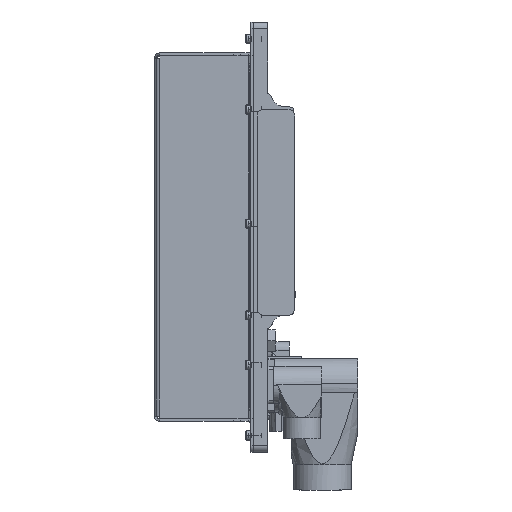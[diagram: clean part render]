
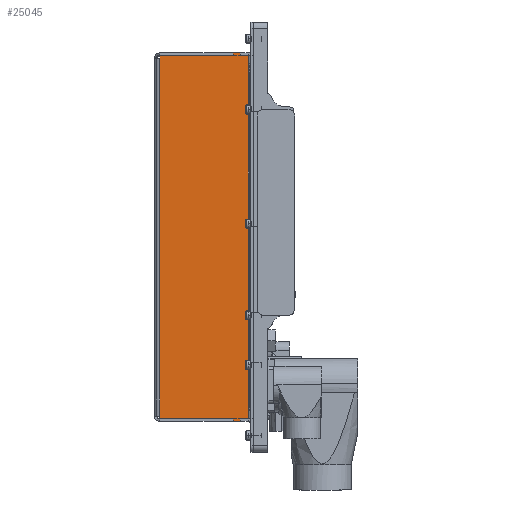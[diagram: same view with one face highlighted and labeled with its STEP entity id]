
A CAD part, left-side view. The second image highlights one B-rep face of the part: STEP entity #25045.
In plain terms, the highlighted face is planar.
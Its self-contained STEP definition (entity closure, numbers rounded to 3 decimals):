
#16 = VECTOR ( 'NONE', #3796, 1000. ) ;
#571 = DIRECTION ( 'NONE',  ( 0., 0., -1. ) ) ;
#595 = CARTESIAN_POINT ( 'NONE',  ( -134.95, 66.716, -70.004 ) ) ;
#1343 = EDGE_CURVE ( 'NONE', #20973, #17415, #6058, .T. ) ;
#1747 = VECTOR ( 'NONE', #32628, 1000. ) ;
#2094 = AXIS2_PLACEMENT_3D ( 'NONE', #32510, #27035, #9756 ) ;
#2404 = CARTESIAN_POINT ( 'NONE',  ( -137., 66.716, -59.004 ) ) ;
#2591 = CARTESIAN_POINT ( 'NONE',  ( -134.95, 66.716, -64.004 ) ) ;
#2676 = CARTESIAN_POINT ( 'NONE',  ( -134.95, 66.716, -64.004 ) ) ;
#3650 = LINE ( 'NONE', #23555, #7414 ) ;
#3759 = CARTESIAN_POINT ( 'NONE',  ( -133., 66.716, -4.004 ) ) ;
#3796 = DIRECTION ( 'NONE',  ( 0., 0., 1. ) ) ;
#4119 = VERTEX_POINT ( 'NONE', #25654 ) ;
#4448 = EDGE_CURVE ( 'NONE', #11446, #12545, #30002, .T. ) ;
#4484 = ORIENTED_EDGE ( 'NONE', *, *, #18485, .T. ) ;
#4695 = ORIENTED_EDGE ( 'NONE', *, *, #1343, .T. ) ;
#5085 = LINE ( 'NONE', #2591, #1747 ) ;
#5124 = VECTOR ( 'NONE', #16598, 1000. ) ;
#5418 = DIRECTION ( 'NONE',  ( 0., 0., 1. ) ) ;
#5492 = VECTOR ( 'NONE', #5958, 1000. ) ;
#5592 = CARTESIAN_POINT ( 'NONE',  ( -133., 66.716, -4. ) ) ;
#5691 = ORIENTED_EDGE ( 'NONE', *, *, #22836, .T. ) ;
#5705 = CARTESIAN_POINT ( 'NONE',  ( 137., 66.716, -59.004 ) ) ;
#5958 = DIRECTION ( 'NONE',  ( -1., 0., 0. ) ) ;
#6058 = LINE ( 'NONE', #18322, #22419 ) ;
#6516 = EDGE_CURVE ( 'NONE', #20940, #12498, #23603, .T. ) ;
#6612 = LINE ( 'NONE', #31836, #22929 ) ;
#6887 = LINE ( 'NONE', #24623, #13382 ) ;
#7065 = EDGE_LOOP ( 'NONE', ( #16423, #17719, #31238, #7167, #21915, #19416, #4695, #7149, #26054, #9829, #5691, #30502, #4484, #9336, #26392, #11983 ) ) ;
#7149 = ORIENTED_EDGE ( 'NONE', *, *, #12290, .T. ) ;
#7167 = ORIENTED_EDGE ( 'NONE', *, *, #8815, .T. ) ;
#7414 = VECTOR ( 'NONE', #10787, 1000. ) ;
#7871 = DIRECTION ( 'NONE',  ( -1., 0., 0. ) ) ;
#8372 = DIRECTION ( 'NONE',  ( 0., 0., 1. ) ) ;
#8582 = VERTEX_POINT ( 'NONE', #27334 ) ;
#8659 = CARTESIAN_POINT ( 'NONE',  ( -134.95, 66.716, -59.004 ) ) ;
#8698 = LINE ( 'NONE', #25982, #23713 ) ;
#8815 = EDGE_CURVE ( 'NONE', #12545, #20940, #11704, .T. ) ;
#8926 = CARTESIAN_POINT ( 'NONE',  ( -134.95, 66.716, -4.004 ) ) ;
#9047 = VECTOR ( 'NONE', #5418, 1000. ) ;
#9336 = ORIENTED_EDGE ( 'NONE', *, *, #9828, .T. ) ;
#9756 = DIRECTION ( 'NONE',  ( 1., 0., 0. ) ) ;
#9828 = EDGE_CURVE ( 'NONE', #18891, #30547, #6887, .T. ) ;
#9829 = ORIENTED_EDGE ( 'NONE', *, *, #32216, .T. ) ;
#10741 = VERTEX_POINT ( 'NONE', #31210 ) ;
#10787 = DIRECTION ( 'NONE',  ( -1., 0., 0. ) ) ;
#10884 = LINE ( 'NONE', #12871, #9047 ) ;
#10961 = EDGE_CURVE ( 'NONE', #14908, #10741, #11081, .T. ) ;
#11081 = LINE ( 'NONE', #18529, #5492 ) ;
#11446 = VERTEX_POINT ( 'NONE', #5592 ) ;
#11704 = LINE ( 'NONE', #29109, #32530 ) ;
#11886 = VECTOR ( 'NONE', #16669, 1000. ) ;
#11983 = ORIENTED_EDGE ( 'NONE', *, *, #10961, .T. ) ;
#12011 = CARTESIAN_POINT ( 'NONE',  ( -134.95, 66.716, -70.004 ) ) ;
#12269 = CARTESIAN_POINT ( 'NONE',  ( -133., 66.716, 1051.426 ) ) ;
#12290 = EDGE_CURVE ( 'NONE', #17415, #23612, #5085, .T. ) ;
#12498 = VERTEX_POINT ( 'NONE', #23649 ) ;
#12545 = VERTEX_POINT ( 'NONE', #3759 ) ;
#12871 = CARTESIAN_POINT ( 'NONE',  ( 137., 66.716, -59.004 ) ) ;
#12922 = LINE ( 'NONE', #21030, #16 ) ;
#12925 = CARTESIAN_POINT ( 'NONE',  ( 134.95, 66.716, -70.004 ) ) ;
#13382 = VECTOR ( 'NONE', #19317, 1000. ) ;
#14315 = EDGE_CURVE ( 'NONE', #30547, #14908, #26812, .T. ) ;
#14908 = VERTEX_POINT ( 'NONE', #28836 ) ;
#16065 = CARTESIAN_POINT ( 'NONE',  ( 134.95, 66.716, -59.004 ) ) ;
#16423 = ORIENTED_EDGE ( 'NONE', *, *, #25199, .T. ) ;
#16598 = DIRECTION ( 'NONE',  ( 1., 0., 0. ) ) ;
#16605 = LINE ( 'NONE', #18760, #17274 ) ;
#16669 = DIRECTION ( 'NONE',  ( 0., 0., 1. ) ) ;
#16713 = DIRECTION ( 'NONE',  ( 1., 0., 0. ) ) ;
#16888 = FACE_OUTER_BOUND ( 'NONE', #7065, .T. ) ;
#17274 = VECTOR ( 'NONE', #7871, 1000. ) ;
#17415 = VERTEX_POINT ( 'NONE', #22090 ) ;
#17719 = ORIENTED_EDGE ( 'NONE', *, *, #22235, .T. ) ;
#17906 = CARTESIAN_POINT ( 'NONE',  ( 137., 66.716, -64.004 ) ) ;
#18322 = CARTESIAN_POINT ( 'NONE',  ( -137., 66.716, -59.004 ) ) ;
#18485 = EDGE_CURVE ( 'NONE', #19352, #18891, #10884, .T. ) ;
#18501 = CARTESIAN_POINT ( 'NONE',  ( 134.95, 66.716, -59.004 ) ) ;
#18529 = CARTESIAN_POINT ( 'NONE',  ( 134.95, 66.716, -4.004 ) ) ;
#18753 = CARTESIAN_POINT ( 'NONE',  ( 134.95, 66.716, -64.004 ) ) ;
#18760 = CARTESIAN_POINT ( 'NONE',  ( 0., 66.716, -4. ) ) ;
#18891 = VERTEX_POINT ( 'NONE', #5705 ) ;
#19317 = DIRECTION ( 'NONE',  ( -1., 0., 0. ) ) ;
#19352 = VERTEX_POINT ( 'NONE', #17906 ) ;
#19416 = ORIENTED_EDGE ( 'NONE', *, *, #28985, .T. ) ;
#20077 = VECTOR ( 'NONE', #27376, 1000. ) ;
#20940 = VERTEX_POINT ( 'NONE', #8926 ) ;
#20973 = VERTEX_POINT ( 'NONE', #2404 ) ;
#21030 = CARTESIAN_POINT ( 'NONE',  ( 133., 66.716, 1051.426 ) ) ;
#21131 = DIRECTION ( 'NONE',  ( 0., 0., -1. ) ) ;
#21795 = LINE ( 'NONE', #12011, #22279 ) ;
#21915 = ORIENTED_EDGE ( 'NONE', *, *, #6516, .T. ) ;
#22090 = CARTESIAN_POINT ( 'NONE',  ( -137., 66.716, -64.004 ) ) ;
#22235 = EDGE_CURVE ( 'NONE', #8582, #11446, #16605, .T. ) ;
#22279 = VECTOR ( 'NONE', #24285, 1000. ) ;
#22351 = PLANE ( 'NONE',  #2094 ) ;
#22419 = VECTOR ( 'NONE', #21131, 1000. ) ;
#22836 = EDGE_CURVE ( 'NONE', #26174, #4119, #8698, .T. ) ;
#22929 = VECTOR ( 'NONE', #16713, 1000. ) ;
#23555 = CARTESIAN_POINT ( 'NONE',  ( -134.95, 66.716, -59.004 ) ) ;
#23603 = LINE ( 'NONE', #8659, #25426 ) ;
#23612 = VERTEX_POINT ( 'NONE', #2676 ) ;
#23649 = CARTESIAN_POINT ( 'NONE',  ( -134.95, 66.716, -59.004 ) ) ;
#23713 = VECTOR ( 'NONE', #8372, 1000. ) ;
#23983 = DIRECTION ( 'NONE',  ( -1., 0., 0. ) ) ;
#24285 = DIRECTION ( 'NONE',  ( 0., 0., -1. ) ) ;
#24623 = CARTESIAN_POINT ( 'NONE',  ( 134.95, 66.716, -59.004 ) ) ;
#25045 = ADVANCED_FACE ( 'NONE', ( #16888 ), #22351, .T. ) ;
#25199 = EDGE_CURVE ( 'NONE', #10741, #8582, #12922, .T. ) ;
#25426 = VECTOR ( 'NONE', #571, 1000. ) ;
#25654 = CARTESIAN_POINT ( 'NONE',  ( 134.95, 66.716, -64.004 ) ) ;
#25982 = CARTESIAN_POINT ( 'NONE',  ( 134.95, 66.716, -70.004 ) ) ;
#26054 = ORIENTED_EDGE ( 'NONE', *, *, #26778, .T. ) ;
#26174 = VERTEX_POINT ( 'NONE', #12925 ) ;
#26392 = ORIENTED_EDGE ( 'NONE', *, *, #14315, .T. ) ;
#26778 = EDGE_CURVE ( 'NONE', #23612, #32274, #21795, .T. ) ;
#26812 = LINE ( 'NONE', #18501, #11886 ) ;
#27035 = DIRECTION ( 'NONE',  ( 0., -1., 0. ) ) ;
#27334 = CARTESIAN_POINT ( 'NONE',  ( 133., 66.716, -4. ) ) ;
#27376 = DIRECTION ( 'NONE',  ( 0., 0., -1. ) ) ;
#28560 = EDGE_CURVE ( 'NONE', #4119, #19352, #31232, .T. ) ;
#28836 = CARTESIAN_POINT ( 'NONE',  ( 134.95, 66.716, -4.004 ) ) ;
#28985 = EDGE_CURVE ( 'NONE', #12498, #20973, #3650, .T. ) ;
#29109 = CARTESIAN_POINT ( 'NONE',  ( -134.95, 66.716, -4.004 ) ) ;
#30002 = LINE ( 'NONE', #12269, #20077 ) ;
#30502 = ORIENTED_EDGE ( 'NONE', *, *, #28560, .T. ) ;
#30547 = VERTEX_POINT ( 'NONE', #16065 ) ;
#31210 = CARTESIAN_POINT ( 'NONE',  ( 133., 66.716, -4.004 ) ) ;
#31232 = LINE ( 'NONE', #18753, #5124 ) ;
#31238 = ORIENTED_EDGE ( 'NONE', *, *, #4448, .T. ) ;
#31836 = CARTESIAN_POINT ( 'NONE',  ( -134.95, 66.716, -70.004 ) ) ;
#32216 = EDGE_CURVE ( 'NONE', #32274, #26174, #6612, .T. ) ;
#32274 = VERTEX_POINT ( 'NONE', #595 ) ;
#32510 = CARTESIAN_POINT ( 'NONE',  ( 0., 66.716, -70.004 ) ) ;
#32530 = VECTOR ( 'NONE', #23983, 1000. ) ;
#32628 = DIRECTION ( 'NONE',  ( 1., 0., 0. ) ) ;
